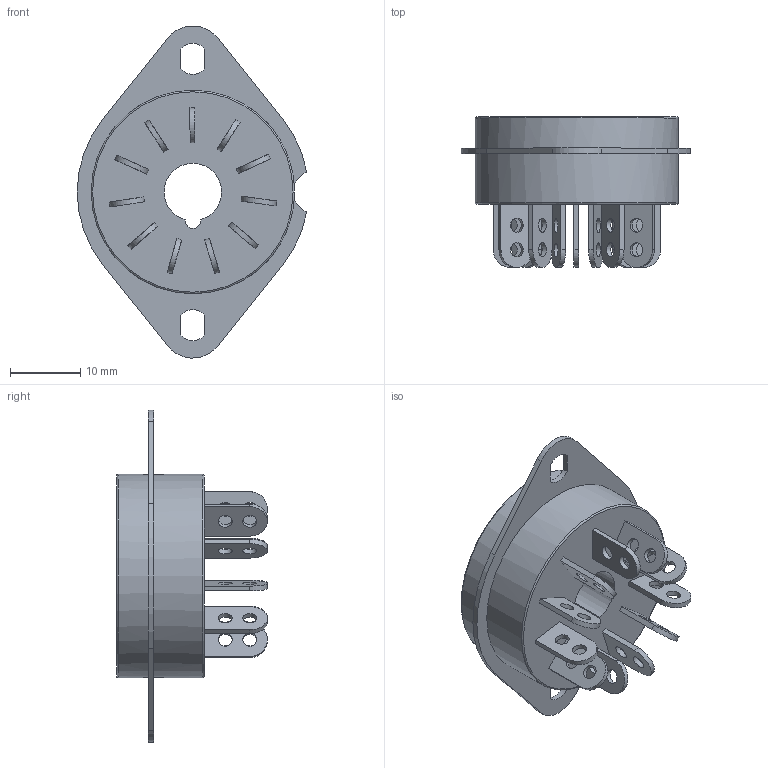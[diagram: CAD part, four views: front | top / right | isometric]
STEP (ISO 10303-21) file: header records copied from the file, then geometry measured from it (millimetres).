
FILE_DESCRIPTION(/* description */ ('Unknown'),/* implementation_level */ '2;1');
FILE_NAME(/* name */ '90.13',/* time_stamp */ '2021-05-25T09:09:46+02:00',/* author */ ('Unknown'),/* organization */ ('Unknown'),/* preprocessor_version */ 'ST-DEVELOPER v16.7',/* originating_system */ 'DEX',/* authorisation */ $);
FILE_SCHEMA (('AUTOMOTIVE_DESIGN {1 0 10303 214 3 1 1}'));
Length unit declared in the file: millimetre
Products named in the file (1): 90.13
Bounding box: 32.76 x 21.5 x 47.37 mm (x, y, z)
Volume: 7112.1 mm3; surface area: 6072.7 mm2
Topology: 1 solids, 1 shells, 204 faces, 535 edges, 356 vertices
Faces by surface type: plane 133, cylinder 69, torus 2
Full cylindrical faces by diameter (mm): 2 x22, 29 x1
Entity records: 7712 total; most frequent: CARTESIAN_POINT 1071, DIRECTION 1062, ORIENTED_EDGE 1020, EDGE_CURVE 510, LINE 368, VECTOR 368, VERTEX_POINT 356, AXIS2_PLACEMENT_3D 347
